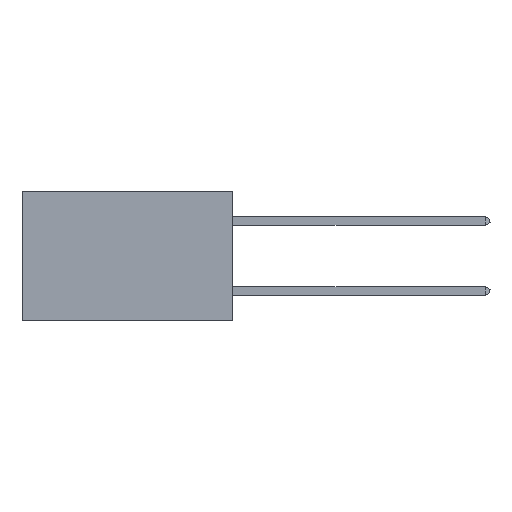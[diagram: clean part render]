
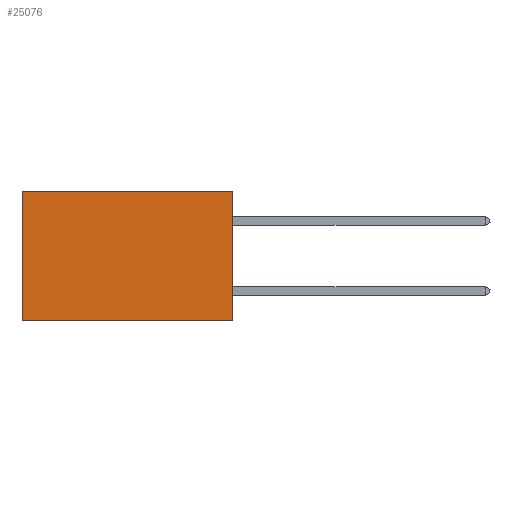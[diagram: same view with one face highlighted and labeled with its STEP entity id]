
A CAD part, left-side view. The second image highlights one B-rep face of the part: STEP entity #25076.
In plain terms, the highlighted planar face has unit normal (-1, 0, 0).
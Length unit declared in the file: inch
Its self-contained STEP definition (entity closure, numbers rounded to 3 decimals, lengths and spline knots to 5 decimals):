
#489 = VECTOR ( 'NONE', #27219, 39.37008 ) ;
#1070 = ORIENTED_EDGE ( 'NONE', *, *, #2597, .F. ) ;
#1882 = DIRECTION ( 'NONE',  ( 0., 0., -1. ) ) ;
#2089 = DIRECTION ( 'NONE',  ( 0., 0., -1. ) ) ;
#2597 = EDGE_CURVE ( 'NONE', #25155, #16712, #18068, .T. ) ;
#4051 = CARTESIAN_POINT ( 'NONE',  ( 0.2875, 0.6, 0. ) ) ;
#4145 = DIRECTION ( 'NONE',  ( 0., 1., 0. ) ) ;
#5716 = LINE ( 'NONE', #17116, #10226 ) ;
#6235 = PLANE ( 'NONE',  #8463 ) ;
#6376 = ORIENTED_EDGE ( 'NONE', *, *, #24439, .T. ) ;
#6421 = EDGE_LOOP ( 'NONE', ( #24460, #1070, #8222, #6376 ) ) ;
#8222 = ORIENTED_EDGE ( 'NONE', *, *, #17289, .F. ) ;
#8463 = AXIS2_PLACEMENT_3D ( 'NONE', #27658, #15132, #1882 ) ;
#9122 = FACE_OUTER_BOUND ( 'NONE', #6421, .T. ) ;
#10226 = VECTOR ( 'NONE', #4145, 39.37008 ) ;
#11399 = CARTESIAN_POINT ( 'NONE',  ( 0.2875, 0., 0. ) ) ;
#11495 = LINE ( 'NONE', #11399, #22847 ) ;
#12834 = LINE ( 'NONE', #21598, #23464 ) ;
#14627 = CARTESIAN_POINT ( 'NONE',  ( 0.2875, 0., 0. ) ) ;
#15132 = DIRECTION ( 'NONE',  ( 1., 0., 0. ) ) ;
#15804 = DIRECTION ( 'NONE',  ( 0., 0., -1. ) ) ;
#16025 = CARTESIAN_POINT ( 'NONE',  ( 0.2875, 0.6, -0.37 ) ) ;
#16712 = VERTEX_POINT ( 'NONE', #16025 ) ;
#17116 = CARTESIAN_POINT ( 'NONE',  ( 0.2875, 0., 0. ) ) ;
#17289 = EDGE_CURVE ( 'NONE', #27449, #25155, #11495, .T. ) ;
#18068 = LINE ( 'NONE', #25018, #489 ) ;
#21598 = CARTESIAN_POINT ( 'NONE',  ( 0.2875, 0.6, 0. ) ) ;
#22847 = VECTOR ( 'NONE', #15804, 39.37008 ) ;
#23464 = VECTOR ( 'NONE', #2089, 39.37008 ) ;
#24439 = EDGE_CURVE ( 'NONE', #27449, #26403, #5716, .T. ) ;
#24460 = ORIENTED_EDGE ( 'NONE', *, *, #26445, .T. ) ;
#25018 = CARTESIAN_POINT ( 'NONE',  ( 0.2875, 0., -0.37 ) ) ;
#25076 = ADVANCED_FACE ( 'NONE', ( #9122 ), #6235, .F. ) ;
#25155 = VERTEX_POINT ( 'NONE', #27831 ) ;
#26403 = VERTEX_POINT ( 'NONE', #4051 ) ;
#26445 = EDGE_CURVE ( 'NONE', #26403, #16712, #12834, .T. ) ;
#27219 = DIRECTION ( 'NONE',  ( 0., 1., 0. ) ) ;
#27449 = VERTEX_POINT ( 'NONE', #14627 ) ;
#27658 = CARTESIAN_POINT ( 'NONE',  ( 0.2875, 0., 0. ) ) ;
#27831 = CARTESIAN_POINT ( 'NONE',  ( 0.2875, 0., -0.37 ) ) ;
